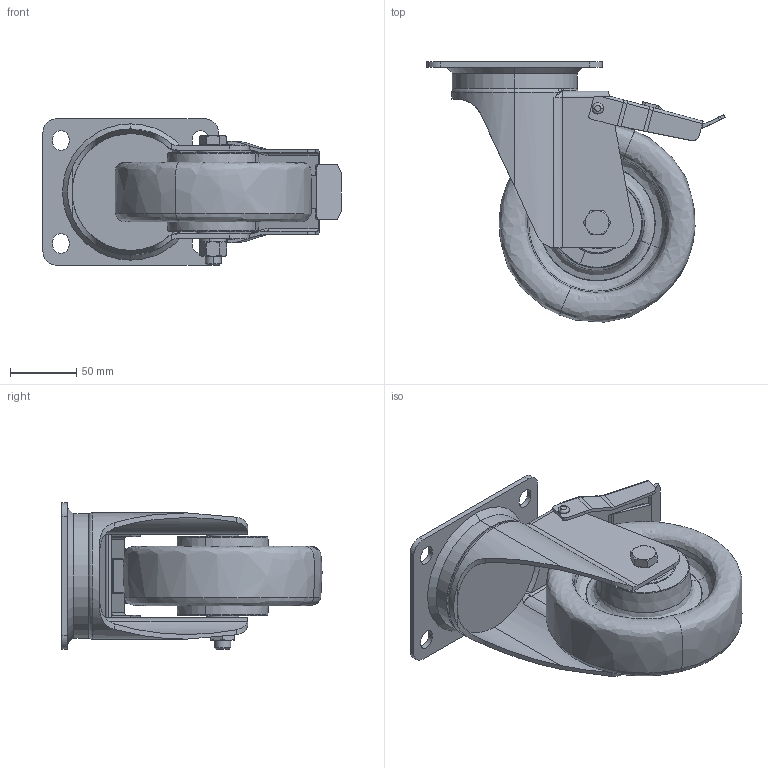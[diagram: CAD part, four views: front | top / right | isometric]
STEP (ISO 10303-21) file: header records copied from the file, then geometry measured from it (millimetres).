
FILE_DESCRIPTION (( 'STEP AP214' ), '1' );
FILE_NAME ('0029923_L-MV-PUZK-150-K-3-DSN_(A-04).step', '2019-10-14T12:13:37', ( '' ), ( '' ), 'SwSTEP 2.0', 'SolidWorks 2018', '' );
FILE_SCHEMA (( 'AUTOMOTIVE_DESIGN' ));
Length unit declared in the file: millimetre
Products named in the file (1): 0029923_L-MV-PUZK-150-K-3-DSN_(A-04)
Bounding box: 224.28 x 195.76 x 110 mm (x, y, z)
Volume: 917482.2 mm3; surface area: 272738.8 mm2
Topology: 18 solids, 18 shells, 535 faces, 1303 edges, 813 vertices
Faces by surface type: cylinder 173, plane 162, bspline 78, torus 68, cone 54
Entity records: 26385 total; most frequent: CARTESIAN_POINT 8006, ORIENTED_EDGE 2598, DIRECTION 2568, EDGE_CURVE 1299, AXIS2_PLACEMENT_3D 1049, VERTEX_POINT 813, EDGE_LOOP 596, CIRCLE 591
